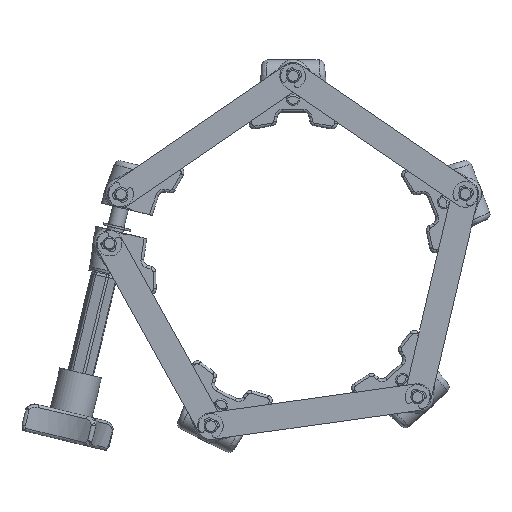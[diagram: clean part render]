
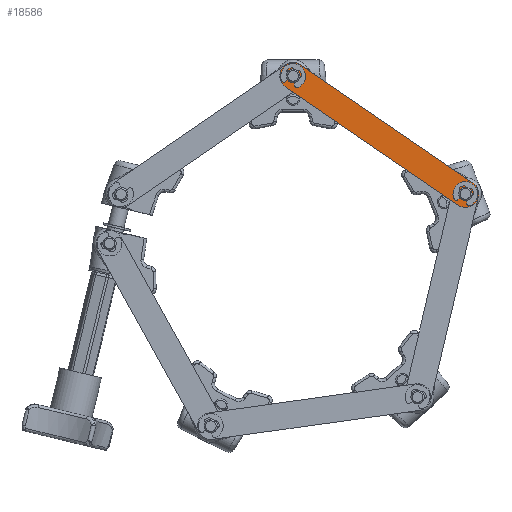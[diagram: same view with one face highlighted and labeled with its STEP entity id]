
A CAD part, left-side view. The second image highlights one B-rep face of the part: STEP entity #18586.
In plain terms, the highlighted face is planar.
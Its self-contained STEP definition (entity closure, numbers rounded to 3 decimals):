
#781=PLANE('',#20707);
#2108=LINE('',#34954,#3553);
#2109=LINE('',#34958,#3554);
#3553=VECTOR('',#25048,1000.);
#3554=VECTOR('',#25051,1000.);
#4158=CIRCLE('',#20703,2.5);
#4160=CIRCLE('',#20706,2.5);
#4161=CIRCLE('',#20708,5.);
#4162=CIRCLE('',#20709,5.);
#8816=ORIENTED_EDGE('',*,*,#12205,.F.);
#8817=ORIENTED_EDGE('',*,*,#12206,.F.);
#8818=ORIENTED_EDGE('',*,*,#12207,.F.);
#8819=ORIENTED_EDGE('',*,*,#12208,.F.);
#8820=ORIENTED_EDGE('',*,*,#12204,.T.);
#8821=ORIENTED_EDGE('',*,*,#12202,.T.);
#12202=EDGE_CURVE('',#14208,#14208,#4158,.T.);
#12204=EDGE_CURVE('',#14210,#14210,#4160,.T.);
#12205=EDGE_CURVE('',#14211,#14212,#4161,.T.);
#12206=EDGE_CURVE('',#14213,#14211,#2108,.T.);
#12207=EDGE_CURVE('',#14214,#14213,#4162,.T.);
#12208=EDGE_CURVE('',#14212,#14214,#2109,.T.);
#14208=VERTEX_POINT('',#34944);
#14210=VERTEX_POINT('',#34949);
#14211=VERTEX_POINT('',#34952);
#14212=VERTEX_POINT('',#34953);
#14213=VERTEX_POINT('',#34955);
#14214=VERTEX_POINT('',#34957);
#15895=EDGE_LOOP('',(#8816,#8817,#8818,#8819));
#15896=EDGE_LOOP('',(#8820));
#15897=EDGE_LOOP('',(#8821));
#17120=FACE_BOUND('',#15895,.T.);
#17121=FACE_BOUND('',#15896,.T.);
#17122=FACE_BOUND('',#15897,.T.);
#18586=ADVANCED_FACE('',(#17120,#17121,#17122),#781,.F.);
#20703=AXIS2_PLACEMENT_3D('',#34943,#25036,#25037);
#20706=AXIS2_PLACEMENT_3D('',#34948,#25042,#25043);
#20707=AXIS2_PLACEMENT_3D('',#34950,#25044,#25045);
#20708=AXIS2_PLACEMENT_3D('',#34951,#25046,#25047);
#20709=AXIS2_PLACEMENT_3D('',#34956,#25049,#25050);
#25036=DIRECTION('',(0.,0.,1.));
#25037=DIRECTION('',(-1.,0.,0.));
#25042=DIRECTION('',(0.,0.,1.));
#25043=DIRECTION('',(-1.,0.,0.));
#25044=DIRECTION('',(0.,0.,1.));
#25045=DIRECTION('',(1.,0.,0.));
#25046=DIRECTION('',(0.,0.,1.));
#25047=DIRECTION('',(0.,-1.,0.));
#25048=DIRECTION('',(-1.,0.,0.));
#25049=DIRECTION('',(0.,0.,1.));
#25050=DIRECTION('',(0.,1.,0.));
#25051=DIRECTION('',(1.,0.,0.));
#34943=CARTESIAN_POINT('',(-39.,0.,-0.75));
#34944=CARTESIAN_POINT('',(-41.5,0.,-0.75));
#34948=CARTESIAN_POINT('',(39.,0.,-0.75));
#34949=CARTESIAN_POINT('',(36.5,0.,-0.75));
#34950=CARTESIAN_POINT('',(0.,0.,-0.75));
#34951=CARTESIAN_POINT('',(-39.,0.,-0.75));
#34952=CARTESIAN_POINT('',(-39.,5.,-0.75));
#34953=CARTESIAN_POINT('',(-39.,-5.,-0.75));
#34954=CARTESIAN_POINT('',(39.,5.,-0.75));
#34955=CARTESIAN_POINT('',(39.,5.,-0.75));
#34956=CARTESIAN_POINT('',(39.,0.,-0.75));
#34957=CARTESIAN_POINT('',(39.,-5.,-0.75));
#34958=CARTESIAN_POINT('',(-39.,-5.,-0.75));
